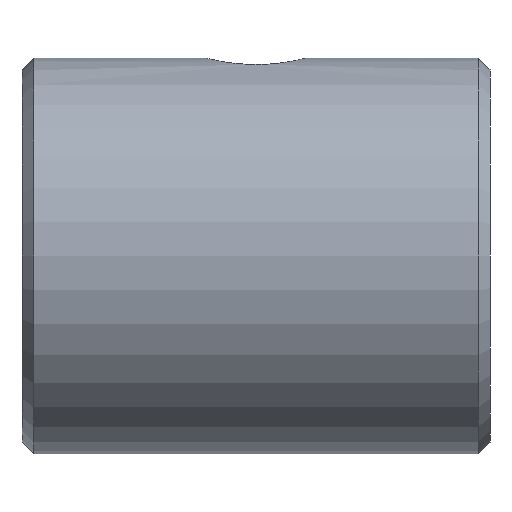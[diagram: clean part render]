
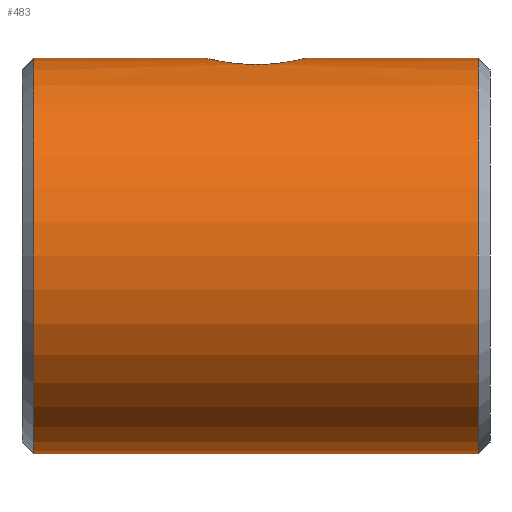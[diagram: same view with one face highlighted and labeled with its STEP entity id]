
A CAD part, left-side view. The second image highlights one B-rep face of the part: STEP entity #483.
In plain terms, the highlighted cylindrical face has radius 8.45 mm (diameter 16.9 mm), a partial arc.
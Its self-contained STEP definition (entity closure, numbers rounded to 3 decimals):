
#11 = CARTESIAN_POINT ( 'NONE',  ( -1.992, 9.322, 8.212 ) ) ;
#26 = CARTESIAN_POINT ( 'NONE',  ( -2.1, 10., 8.185 ) ) ;
#28 = CARTESIAN_POINT ( 'NONE',  ( -0.277, 12.1, 8.45 ) ) ;
#31 = ORIENTED_EDGE ( 'NONE', *, *, #134, .F. ) ;
#32 = DIRECTION ( 'NONE',  ( 0., 0., 1. ) ) ;
#46 = LINE ( 'NONE', #400, #559 ) ;
#50 = VERTEX_POINT ( 'NONE', #489 ) ;
#51 = CARTESIAN_POINT ( 'NONE',  ( -1.583, 8.613, 8.301 ) ) ;
#57 = CARTESIAN_POINT ( 'NONE',  ( -1.821, 8.946, 8.252 ) ) ;
#60 = CARTESIAN_POINT ( 'NONE',  ( 0., 20., 0. ) ) ;
#69 = EDGE_CURVE ( 'NONE', #372, #478, #98, .T. ) ;
#97 = DIRECTION ( 'NONE',  ( 0., 0., 1. ) ) ;
#98 = LINE ( 'NONE', #269, #317 ) ;
#101 = DIRECTION ( 'NONE',  ( 0., -1., 0. ) ) ;
#102 = CARTESIAN_POINT ( 'NONE',  ( -2.032, 9.453, 8.202 ) ) ;
#105 = CARTESIAN_POINT ( 'NONE',  ( -1.389, 11.581, 8.336 ) ) ;
#132 = AXIS2_PLACEMENT_3D ( 'NONE', #214, #460, #32 ) ;
#134 = EDGE_CURVE ( 'NONE', #50, #326, #256, .T. ) ;
#141 = DIRECTION ( 'NONE',  ( 0., -1., 0. ) ) ;
#145 = DIRECTION ( 'NONE',  ( 0., -1., 0. ) ) ;
#153 = CARTESIAN_POINT ( 'NONE',  ( 0., 12.1, 8.45 ) ) ;
#158 = CARTESIAN_POINT ( 'NONE',  ( -2.1, 10.275, 8.185 ) ) ;
#169 = CARTESIAN_POINT ( 'NONE',  ( -1.582, 11.388, 8.301 ) ) ;
#176 = EDGE_CURVE ( 'NONE', #478, #465, #273, .T. ) ;
#192 = DIRECTION ( 'NONE',  ( 0., 1., 0. ) ) ;
#203 = CIRCLE ( 'NONE', #132, 8.45 ) ;
#210 = CARTESIAN_POINT ( 'NONE',  ( -0.934, 11.886, 8.399 ) ) ;
#211 = CARTESIAN_POINT ( 'NONE',  ( 0., 0.5, 8.45 ) ) ;
#214 = CARTESIAN_POINT ( 'NONE',  ( 0., 19.5, 0. ) ) ;
#243 = CARTESIAN_POINT ( 'NONE',  ( 0., 19.5, -8.45 ) ) ;
#245 = CARTESIAN_POINT ( 'NONE',  ( -1.821, 11.054, 8.252 ) ) ;
#247 = VERTEX_POINT ( 'NONE', #307 ) ;
#253 = ORIENTED_EDGE ( 'NONE', *, *, #554, .T. ) ;
#255 = ORIENTED_EDGE ( 'NONE', *, *, #301, .T. ) ;
#256 = LINE ( 'NONE', #296, #332 ) ;
#259 = EDGE_LOOP ( 'NONE', ( #31, #419, #523, #292, #481, #253, #255 ) ) ;
#260 = CARTESIAN_POINT ( 'NONE',  ( -0.277, 7.914, 8.447 ) ) ;
#269 = CARTESIAN_POINT ( 'NONE',  ( 0., 20., -8.45 ) ) ;
#273 = CIRCLE ( 'NONE', #424, 8.45 ) ;
#274 = B_SPLINE_CURVE_WITH_KNOTS ( 'NONE', 3,
 ( #26, #158, #414, #541, #245, #493, #169, #105, #556, #451, #210, #277, #28, #515 ),
 .UNSPECIFIED., .F., .F.,
 ( 4, 2, 2, 2, 2, 2, 4 ),
 ( 0.007, 0.007, 0.008, 0.008, 0.009, 0.009, 0.01 ),
 .UNSPECIFIED. ) ;
#277 = CARTESIAN_POINT ( 'NONE',  ( -0.551, 12.045, 8.436 ) ) ;
#292 = ORIENTED_EDGE ( 'NONE', *, *, #176, .T. ) ;
#296 = CARTESIAN_POINT ( 'NONE',  ( 0., 20., 8.45 ) ) ;
#300 = CARTESIAN_POINT ( 'NONE',  ( 0., 7.9, 8.45 ) ) ;
#301 = EDGE_CURVE ( 'NONE', #557, #326, #274, .T. ) ;
#304 = CARTESIAN_POINT ( 'NONE',  ( -1.887, 9.069, 8.237 ) ) ;
#307 = CARTESIAN_POINT ( 'NONE',  ( 0., 7.9, 8.45 ) ) ;
#309 = CARTESIAN_POINT ( 'NONE',  ( -1.06, 8.167, 8.387 ) ) ;
#317 = VECTOR ( 'NONE', #101, 1000. ) ;
#326 = VERTEX_POINT ( 'NONE', #153 ) ;
#332 = VECTOR ( 'NONE', #475, 1000. ) ;
#336 = AXIS2_PLACEMENT_3D ( 'NONE', #60, #145, #452 ) ;
#344 = CARTESIAN_POINT ( 'NONE',  ( -0.678, 8.008, 8.424 ) ) ;
#354 = CARTESIAN_POINT ( 'NONE',  ( 0., 0.5, 0. ) ) ;
#372 = VERTEX_POINT ( 'NONE', #243 ) ;
#389 = CARTESIAN_POINT ( 'NONE',  ( -1.669, 8.719, 8.284 ) ) ;
#392 = CARTESIAN_POINT ( 'NONE',  ( -0.138, 7.9, 8.45 ) ) ;
#393 = CARTESIAN_POINT ( 'NONE',  ( 0., 0.5, -8.45 ) ) ;
#400 = CARTESIAN_POINT ( 'NONE',  ( 0., 20., 8.45 ) ) ;
#410 = CYLINDRICAL_SURFACE ( 'NONE', #336, 8.45 ) ;
#413 = B_SPLINE_CURVE_WITH_KNOTS ( 'NONE', 3,
 ( #300, #392, #260, #441, #344, #309, #527, #51, #389, #57, #304, #11, #102, #482, #432, #479 ),
 .UNSPECIFIED., .F., .F.,
 ( 4, 2, 2, 2, 2, 2, 2, 4 ),
 ( 0.003, 0.004, 0.004, 0.005, 0.005, 0.006, 0.006, 0.007 ),
 .UNSPECIFIED. ) ;
#414 = CARTESIAN_POINT ( 'NONE',  ( -2.045, 10.552, 8.2 ) ) ;
#419 = ORIENTED_EDGE ( 'NONE', *, *, #429, .T. ) ;
#424 = AXIS2_PLACEMENT_3D ( 'NONE', #354, #192, #97 ) ;
#429 = EDGE_CURVE ( 'NONE', #50, #372, #203, .T. ) ;
#432 = CARTESIAN_POINT ( 'NONE',  ( -2.1, 9.863, 8.185 ) ) ;
#441 = CARTESIAN_POINT ( 'NONE',  ( -0.547, 7.968, 8.433 ) ) ;
#442 = FACE_OUTER_BOUND ( 'NONE', #259, .T. ) ;
#451 = CARTESIAN_POINT ( 'NONE',  ( -1.054, 11.821, 8.385 ) ) ;
#452 = DIRECTION ( 'NONE',  ( 0., 0., -1. ) ) ;
#460 = DIRECTION ( 'NONE',  ( 0., -1., 0. ) ) ;
#465 = VERTEX_POINT ( 'NONE', #211 ) ;
#475 = DIRECTION ( 'NONE',  ( 0., -1., 0. ) ) ;
#478 = VERTEX_POINT ( 'NONE', #393 ) ;
#479 = CARTESIAN_POINT ( 'NONE',  ( -2.1, 10., 8.185 ) ) ;
#481 = ORIENTED_EDGE ( 'NONE', *, *, #536, .F. ) ;
#482 = CARTESIAN_POINT ( 'NONE',  ( -2.086, 9.723, 8.188 ) ) ;
#483 = ADVANCED_FACE ( 'NONE', ( #442 ), #410, .T. ) ;
#489 = CARTESIAN_POINT ( 'NONE',  ( 0., 19.5, 8.45 ) ) ;
#493 = CARTESIAN_POINT ( 'NONE',  ( -1.669, 11.282, 8.284 ) ) ;
#515 = CARTESIAN_POINT ( 'NONE',  ( 0., 12.1, 8.45 ) ) ;
#523 = ORIENTED_EDGE ( 'NONE', *, *, #69, .T. ) ;
#527 = CARTESIAN_POINT ( 'NONE',  ( -1.291, 8.321, 8.353 ) ) ;
#532 = CARTESIAN_POINT ( 'NONE',  ( -2.1, 10., 8.185 ) ) ;
#536 = EDGE_CURVE ( 'NONE', #247, #465, #46, .T. ) ;
#541 = CARTESIAN_POINT ( 'NONE',  ( -1.887, 10.932, 8.237 ) ) ;
#554 = EDGE_CURVE ( 'NONE', #247, #557, #413, .T. ) ;
#556 = CARTESIAN_POINT ( 'NONE',  ( -1.281, 11.67, 8.353 ) ) ;
#557 = VERTEX_POINT ( 'NONE', #532 ) ;
#559 = VECTOR ( 'NONE', #141, 1000. ) ;
